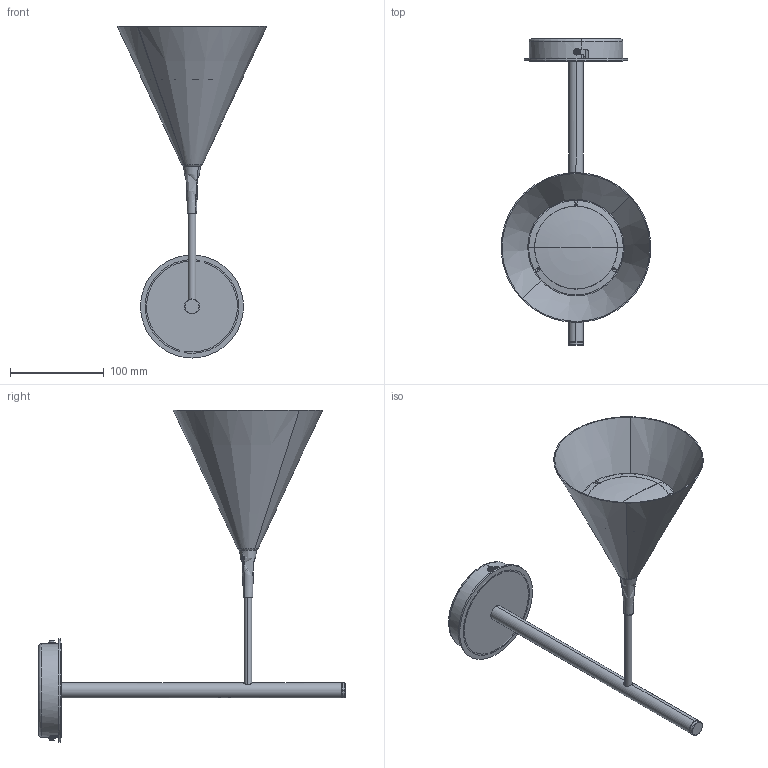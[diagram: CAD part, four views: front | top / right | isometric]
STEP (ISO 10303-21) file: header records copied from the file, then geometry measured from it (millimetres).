
FILE_DESCRIPTION (( 'STEP AP214' ), '1' );
FILE_NAME ('CONO_150_PARETE.STEP', '2020-08-12T10:06:09', ( '' ), ( '' ), 'SwSTEP 2.0', 'SolidWorks 2014', '' );
FILE_SCHEMA (( 'AUTOMOTIVE_DESIGN' ));
Length unit declared in the file: millimetre
Products named in the file (46): AVS_STAFFA_SUPPORTO_ART_1716; EA_SCHEDA_LED_CL152_D100_17W+DIFFUSORE; 048PXS_008; grano_plast_m4x6_taglio_cacc; 048PXS_005; vite tc m3x12 croce; grano_plast_m5x6_taglio_cacc; 048PXS_004; 048PXS_001; CONO_150_PARETE; Tige M10 x 1 x 15; dado M10_basso; 048PXS_006; 051WXS_001; BOA_100_ASSIEME_alimentazione_parete; CAVO4X0,5_TESSUTO_NERO_2; rondella dentellata d 10 int; raccordo_teomech_m8int_m10est; Tige M10 x 1 x 20; rondella dentellata d 3; 016FM_009; 048PXS_002.SLDDRW
Assembly tree (25 placements, depth 3):
  048PXS_008
  grano_plast_m4x6_taglio_cacc
  048PXS_005
  vite tc m3x12 croce
  grano_plast_m5x6_taglio_cacc
Bounding box: 159.75 x 327.5 x 354.5 mm (x, y, z)
Volume: 172721.8 mm3; surface area: 243078.8 mm2
Topology: 25 solids, 25 shells, 906 faces, 2305 edges, 1480 vertices
Faces by surface type: plane 612, cylinder 200, cone 66, torus 28
Entity records: 25819 total; most frequent: CARTESIAN_POINT 5748, ORIENTED_EDGE 3918, DIRECTION 3797, EDGE_CURVE 1959, VECTOR 1321, LINE 1321, VERTEX_POINT 1261, AXIS2_PLACEMENT_3D 1238
